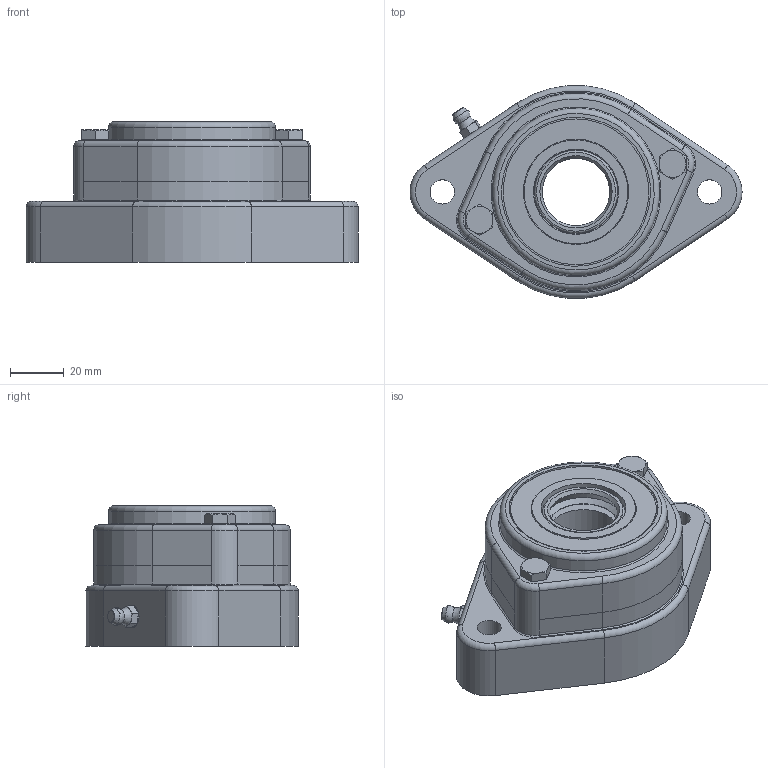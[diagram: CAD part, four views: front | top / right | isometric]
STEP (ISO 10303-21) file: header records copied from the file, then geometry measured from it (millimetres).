
FILE_DESCRIPTION(/* description */ (''),/* implementation_level */ '2;1');
FILE_NAME(/* name */ 'NG25F21.stp',/* time_stamp */ '2015-10-30T11:55:04+01:00',/* author */ ('fje'),/* organization */ (''),/* preprocessor_version */ 'ST-DEVELOPER v15.2',/* originating_system */ 'Autodesk Inventor 2014',/* authorisation */ '');
FILE_SCHEMA (('AUTOMOTIVE_DESIGN { 1 0 10303 214 3 1 1 }'));
Length unit declared in the file: millimetre
Products named in the file (1): Part80
Bounding box: 123 x 78.72 x 52 mm (x, y, z)
Volume: 198279.7 mm3; surface area: 61583.4 mm2
Topology: 6 solids, 15 shells, 328 faces, 785 edges, 499 vertices
Faces by surface type: plane 120, cylinder 104, cone 60, torus 39, sphere 5
Full cylindrical faces by diameter (mm): 2.4 x1, 3 x1, 4.917 x2, 5.459 x2, 6 x5, 6.5 x2, 8 x2, 8.7 x2, 9 x4, 25 x2, 29.2 x2, 30.5 x2, 31.5 x2, 32.87 x2, 34.45 x1, 35 x2, 37.5 x1, 38.5 x1, 39 x1, 42.35 x1, 43.93 x4, 54 x2, 55.2 x1, 60.5 x2, 62 x1
Entity records: 9290 total; most frequent: CARTESIAN_POINT 1932, DIRECTION 1533, ORIENTED_EDGE 1312, AXIS2_PLACEMENT_3D 662, EDGE_CURVE 644, EDGE_LOOP 487, VERTEX_POINT 459, CIRCLE 333
